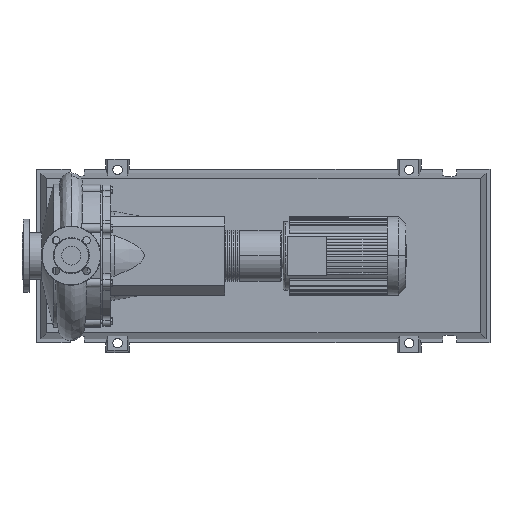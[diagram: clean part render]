
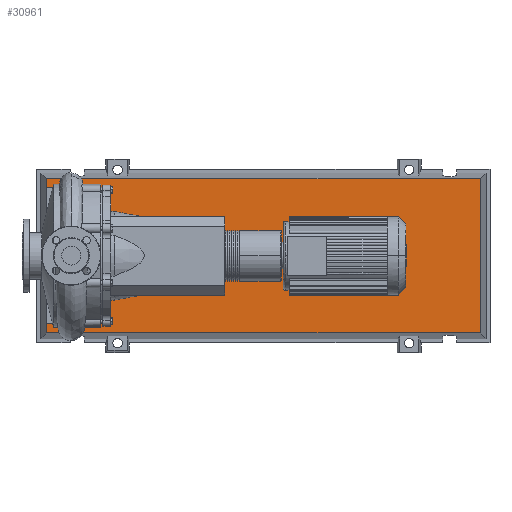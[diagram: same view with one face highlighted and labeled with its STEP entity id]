
A CAD part, top view. The second image highlights one B-rep face of the part: STEP entity #30961.
In plain terms, the highlighted planar face has unit normal (0, 0, 1).
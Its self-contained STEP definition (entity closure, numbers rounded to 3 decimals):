
#30642=CARTESIAN_POINT('',(1037.971,-195.471,103.0));
#30643=VERTEX_POINT('',#30642);
#30650=CARTESIAN_POINT('',(-62.971,-195.471,103.0));
#30651=VERTEX_POINT('',#30650);
#30652=CARTESIAN_POINT('',(1037.971,-195.471,103.0));
#30653=DIRECTION('',(-1.0,0.0,0.0));
#30654=VECTOR('',#30653,1100.941);
#30655=LINE('',#30652,#30654);
#30656=EDGE_CURVE('',#30643,#30651,#30655,.T.);
#30874=CARTESIAN_POINT('',(1037.971,195.471,103.0));
#30875=VERTEX_POINT('',#30874);
#30876=CARTESIAN_POINT('',(1037.971,195.471,103.0));
#30877=DIRECTION('',(0.0,-1.0,0.0));
#30878=VECTOR('',#30877,390.941);
#30879=LINE('',#30876,#30878);
#30880=EDGE_CURVE('',#30875,#30643,#30879,.T.);
#30898=CARTESIAN_POINT('',(-62.971,195.471,103.0));
#30899=VERTEX_POINT('',#30898);
#30900=CARTESIAN_POINT('',(-62.971,-195.471,103.0));
#30901=DIRECTION('',(0.0,1.0,0.0));
#30902=VECTOR('',#30901,390.941);
#30903=LINE('',#30900,#30902);
#30904=EDGE_CURVE('',#30651,#30899,#30903,.T.);
#30937=CARTESIAN_POINT('',(-62.971,195.471,103.0));
#30938=DIRECTION('',(1.0,0.0,0.0));
#30939=VECTOR('',#30938,1100.941);
#30940=LINE('',#30937,#30939);
#30941=EDGE_CURVE('',#30899,#30875,#30940,.T.);
#30950=CARTESIAN_POINT('',(487.5,0.,103.0));
#30951=DIRECTION('',(0.0,0.0,1.0));
#30952=DIRECTION('',(1.0,0.0,0.0));
#30953=AXIS2_PLACEMENT_3D('',#30950,#30951,#30952);
#30954=PLANE('',#30953);
#30955=ORIENTED_EDGE('',*,*,#30880,.F.);
#30956=ORIENTED_EDGE('',*,*,#30941,.F.);
#30957=ORIENTED_EDGE('',*,*,#30904,.F.);
#30958=ORIENTED_EDGE('',*,*,#30656,.F.);
#30959=EDGE_LOOP('',(#30955,#30956,#30957,#30958));
#30960=FACE_OUTER_BOUND('',#30959,.T.);
#30961=ADVANCED_FACE('',(#30960),#30954,.T.);
